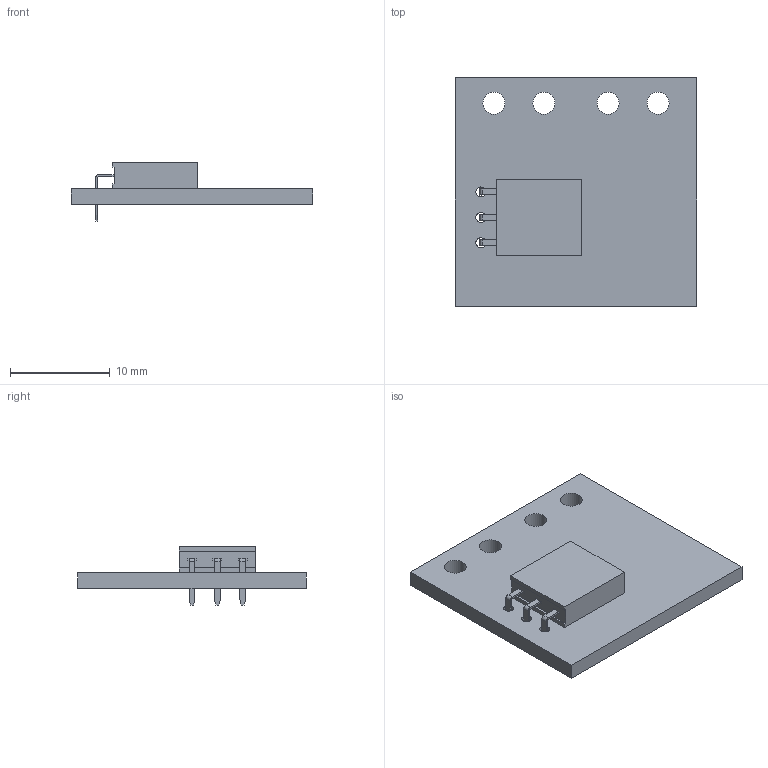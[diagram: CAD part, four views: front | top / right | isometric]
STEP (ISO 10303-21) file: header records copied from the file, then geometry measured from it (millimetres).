
FILE_DESCRIPTION(('KiCad electronic assembly'),'2;1');
FILE_NAME('Themu-Adapter.step','2020-11-02T10:11:15',('An Author'),( 'A Company'),'Open CASCADE STEP processor 6.9', 'KiCad to STEP converter','Unknown');
FILE_SCHEMA(('AUTOMOTIVE_DESIGN { 1 0 10303 214 1 1 1 1 }'));
Length unit declared in the file: millimetre
Products named in the file (4): Open CASCADE STEP translator 6.9 1; PinSocket_1x03_P2.54mm_Horizontal; SOLID; COMPOUND
Assembly tree (3 placements, depth 3):
  Open CASCADE STEP translator 6.9 1
    PinSocket_1x03_P2.54mm_Horizontal
      SOLID
    COMPOUND
Bounding box: 24.13 x 22.86 x 5.84 mm (x, y, z)
Volume: 1010.4 mm3; surface area: 1579.3 mm2
Topology: 2 solids, 2 shells, 128 faces, 333 edges, 218 vertices
Faces by surface type: plane 115, cylinder 13
Full cylindrical faces by diameter (mm): 1 x3, 2.21 x4
Entity records: 9153 total; most frequent: CARTESIAN_POINT 1469, DIRECTION 1269, LINE 947, VECTOR 947, ORIENTED_EDGE 666, PCURVE 666, DEFINITIONAL_REPRESENTATION 666, EDGE_CURVE 333
